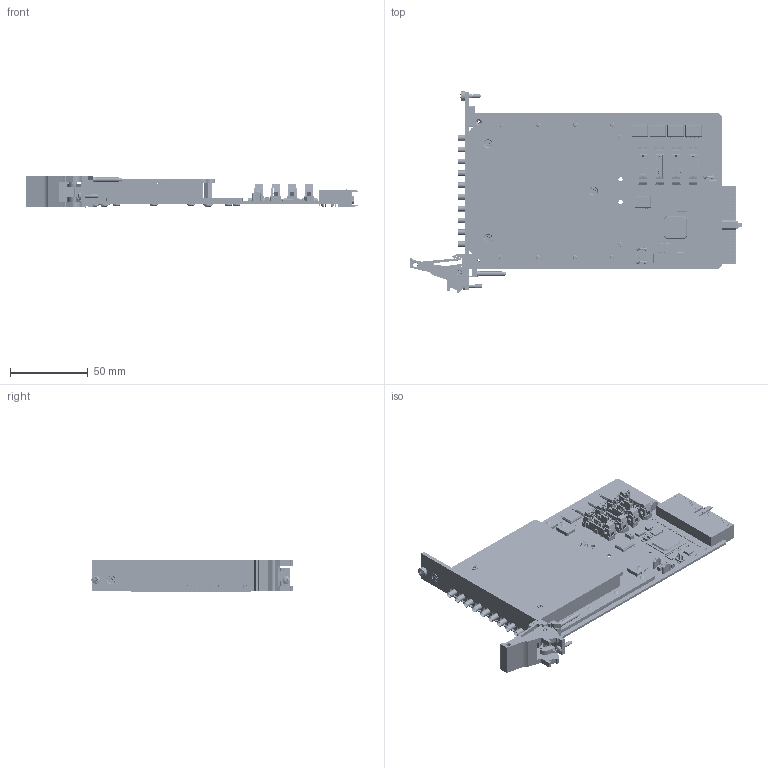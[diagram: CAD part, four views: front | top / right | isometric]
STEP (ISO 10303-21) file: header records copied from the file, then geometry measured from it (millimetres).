
FILE_DESCRIPTION (( 'STEP AP214' ), '1' );
FILE_NAME ('40-872-002 RF MUX Singel 4;1 Mother & Daughter.STEP', '2013-09-12T13:29:26', ( 'admin' ), ( '' ), 'SwSTEP 2.0', 'SolidWorks 2012', '' );
FILE_SCHEMA (( 'AUTOMOTIVE_DESIGN' ));
Length unit declared in the file: millimetre
Products named in the file (1): 40-872-002 RF MUX Singel 4;1 Mother & Daughter
Bounding box: 214.01 x 129.67 x 20.19 mm (x, y, z)
Surface area: 84050.6 mm2 (no closed solid volume)
Topology: 0 solids, 640 shells, 3972 faces, 17817 edges, 13887 vertices
Faces by surface type: plane 3075, cylinder 688, cone 110, torus 63, bspline 30, sphere 6
Full cylindrical faces by diameter (mm): 0.2 x1, 0.38 x10, 0.6 x110, 0.762 x21, 0.8 x4, 1.496 x2, 1.524 x8, 2 x6, 2.05 x1, 2.45 x6, 2.5 x4, 2.6 x1, 2.7 x3, 2.8 x1, 3 x3, 3.5 x10, 3.65 x10, 3.8 x6, 4.7 x4, 4.85 x13, 5 x5, 5.3 x1, 5.9 x1, 6 x1, 6.75 x10, 6.8 x3, 6.85 x10
Entity records: 228575 total; most frequent: CARTESIAN_POINT 46112, DIRECTION 27545, ORIENTED_EDGE 23547, EDGE_CURVE 17275, VERTEX_POINT 13737, LINE 13369, VECTOR 13369, AXIS2_PLACEMENT_3D 7088
